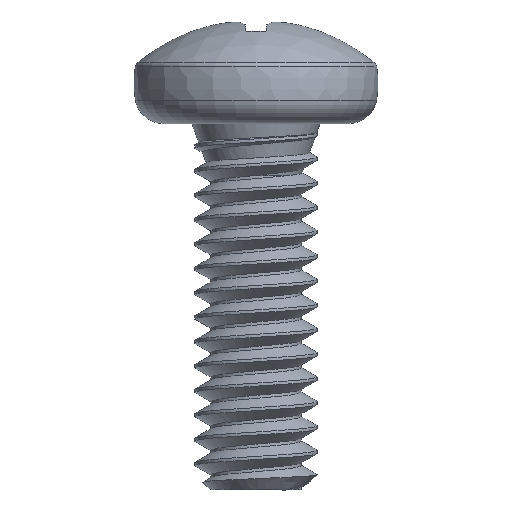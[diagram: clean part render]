
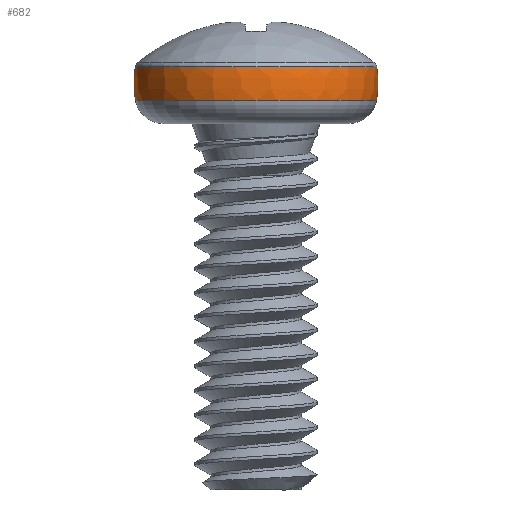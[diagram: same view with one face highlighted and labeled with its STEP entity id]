
A CAD part, left-side view. The second image highlights one B-rep face of the part: STEP entity #682.
In plain terms, the highlighted toroidal (fillet/blend) face has major radius 0.42 mm and minor radius 1.58 mm.
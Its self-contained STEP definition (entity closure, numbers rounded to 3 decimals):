
#341 = DIRECTION ( 'NONE',  ( 0., 0., 1. ) ) ;
#538 = CARTESIAN_POINT ( 'NONE',  ( 0., -1.976, 2.536 ) ) ;
#558 = DIRECTION ( 'NONE',  ( 0., -1., 0. ) ) ;
#682 = ADVANCED_FACE ( 'NONE', ( #4036 ), #5387, .T. ) ;
#789 = CIRCLE ( 'NONE', #1711, 1.976 ) ;
#905 = EDGE_CURVE ( 'NONE', #4383, #2811, #1358, .T. ) ;
#1062 = AXIS2_PLACEMENT_3D ( 'NONE', #1321, #3903, #341 ) ;
#1129 = EDGE_CURVE ( 'NONE', #4383, #2410, #3384, .T. ) ;
#1199 = CARTESIAN_POINT ( 'NONE',  ( 0., 1.976, 3.085 ) ) ;
#1321 = CARTESIAN_POINT ( 'NONE',  ( 0., -0.42, 2.811 ) ) ;
#1358 = CIRCLE ( 'NONE', #2731, 1.58 ) ;
#1711 = AXIS2_PLACEMENT_3D ( 'NONE', #2746, #4492, #558 ) ;
#2268 = AXIS2_PLACEMENT_3D ( 'NONE', #4771, #5178, #3477 ) ;
#2410 = VERTEX_POINT ( 'NONE', #538 ) ;
#2453 = AXIS2_PLACEMENT_3D ( 'NONE', #3688, #4518, #4924 ) ;
#2576 = ORIENTED_EDGE ( 'NONE', *, *, #905, .F. ) ;
#2731 = AXIS2_PLACEMENT_3D ( 'NONE', #4597, #3318, #4173 ) ;
#2746 = CARTESIAN_POINT ( 'NONE',  ( 0., 0., 3.085 ) ) ;
#2811 = VERTEX_POINT ( 'NONE', #1199 ) ;
#2854 = ORIENTED_EDGE ( 'NONE', *, *, #3128, .F. ) ;
#3128 = EDGE_CURVE ( 'NONE', #2811, #3198, #789, .T. ) ;
#3198 = VERTEX_POINT ( 'NONE', #5014 ) ;
#3318 = DIRECTION ( 'NONE',  ( 1., 0., 0. ) ) ;
#3384 = CIRCLE ( 'NONE', #2268, 1.976 ) ;
#3477 = DIRECTION ( 'NONE',  ( 0., -1., 0. ) ) ;
#3616 = EDGE_CURVE ( 'NONE', #2410, #3198, #3997, .T. ) ;
#3688 = CARTESIAN_POINT ( 'NONE',  ( 0., 0., 2.811 ) ) ;
#3748 = ORIENTED_EDGE ( 'NONE', *, *, #1129, .T. ) ;
#3903 = DIRECTION ( 'NONE',  ( -1., 0., 0. ) ) ;
#3997 = CIRCLE ( 'NONE', #1062, 1.58 ) ;
#4036 = FACE_OUTER_BOUND ( 'NONE', #5450, .T. ) ;
#4173 = DIRECTION ( 'NONE',  ( 0., 1., 0. ) ) ;
#4383 = VERTEX_POINT ( 'NONE', #5009 ) ;
#4492 = DIRECTION ( 'NONE',  ( 0., 0., 1. ) ) ;
#4518 = DIRECTION ( 'NONE',  ( 0., 0., 1. ) ) ;
#4597 = CARTESIAN_POINT ( 'NONE',  ( 0., 0.42, 2.811 ) ) ;
#4771 = CARTESIAN_POINT ( 'NONE',  ( 0., 0., 2.536 ) ) ;
#4924 = DIRECTION ( 'NONE',  ( 0., -1., 0. ) ) ;
#5009 = CARTESIAN_POINT ( 'NONE',  ( 0., 1.976, 2.536 ) ) ;
#5014 = CARTESIAN_POINT ( 'NONE',  ( 0., -1.976, 3.085 ) ) ;
#5178 = DIRECTION ( 'NONE',  ( 0., 0., 1. ) ) ;
#5316 = ORIENTED_EDGE ( 'NONE', *, *, #3616, .T. ) ;
#5387 = TOROIDAL_SURFACE ( 'NONE', #2453, 0.42, 1.58 ) ;
#5450 = EDGE_LOOP ( 'NONE', ( #2576, #3748, #5316, #2854 ) ) ;
